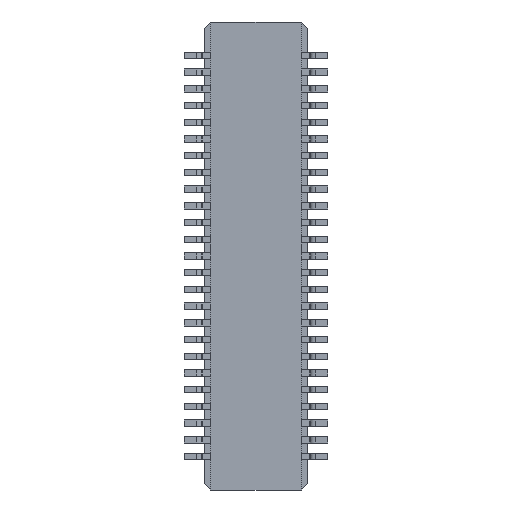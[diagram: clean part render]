
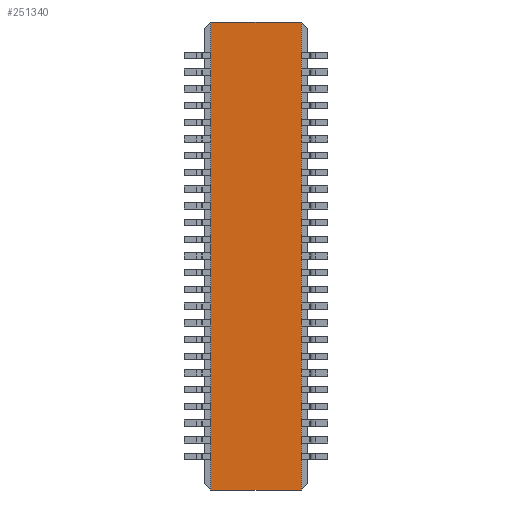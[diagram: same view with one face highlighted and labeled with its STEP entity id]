
A CAD part, front view. The second image highlights one B-rep face of the part: STEP entity #251340.
In plain terms, the highlighted planar face has unit normal (0, -1, 0).
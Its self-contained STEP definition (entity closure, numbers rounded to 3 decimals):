
#280=CARTESIAN_POINT('',(-1.528,-0.801,2.5));
#290=VERTEX_POINT('',#280);
#320=CARTESIAN_POINT('',(0.,-0.801,2.5));
#330=DIRECTION('',(-1.,0.,0.));
#340=VECTOR('',#330,1.);
#350=LINE('',#320,#340);
#360=CARTESIAN_POINT('',(1.172,-0.801,2.5));
#370=VERTEX_POINT('',#360);
#380=EDGE_CURVE('',#370,#290,#350,.T.);
#2720=CARTESIAN_POINT('',(1.172,-0.801,16.5));
#2730=VERTEX_POINT('',#2720);
#2760=CARTESIAN_POINT('',(-2.216,-0.801,16.5));
#2770=DIRECTION('',(1.,0.,0.));
#2780=VECTOR('',#2770,1.);
#2790=LINE('',#2760,#2780);
#2800=CARTESIAN_POINT('',(-1.528,-0.801,16.5));
#2810=VERTEX_POINT('',#2800);
#2820=EDGE_CURVE('',#2810,#2730,#2790,.T.);
#4880=CARTESIAN_POINT('',(-1.528,-0.801,0.));
#4890=DIRECTION('',(0.,0.,1.));
#4900=VECTOR('',#4890,1.);
#4910=LINE('',#4880,#4900);
#4920=EDGE_CURVE('',#290,#2810,#4910,.T.);
#94910=CARTESIAN_POINT('',(1.172,-0.801,0.));
#94920=DIRECTION('',(0.,0.,1.));
#94930=VECTOR('',#94920,1.);
#94940=LINE('',#94910,#94930);
#94950=EDGE_CURVE('',#370,#2730,#94940,.T.);
#251230=CARTESIAN_POINT('',(1.172,-0.801,0.));
#251240=DIRECTION('',(0.,-1.,0.));
#251250=DIRECTION('',(-1.,0.,0.));
#251260=AXIS2_PLACEMENT_3D('',#251230,#251240,#251250);
#251270=PLANE('',#251260);
#251280=ORIENTED_EDGE('',*,*,#380,.F.);
#251290=ORIENTED_EDGE('',*,*,#4920,.F.);
#251300=ORIENTED_EDGE('',*,*,#2820,.F.);
#251310=ORIENTED_EDGE('',*,*,#94950,.T.);
#251320=EDGE_LOOP('',(#251310,#251300,#251290,#251280));
#251330=FACE_OUTER_BOUND('',#251320,.T.);
#251340=ADVANCED_FACE('',(#251330),#251270,.T.);
